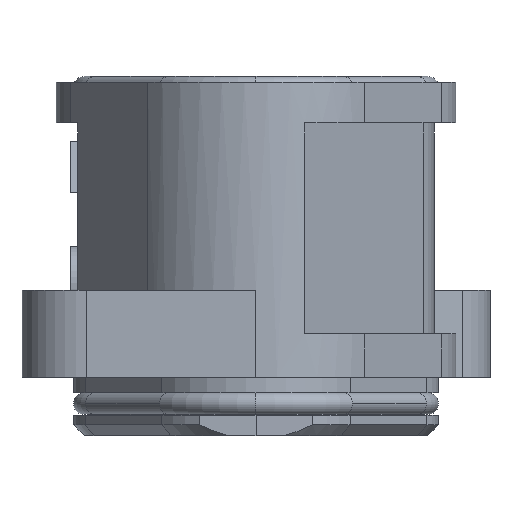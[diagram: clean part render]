
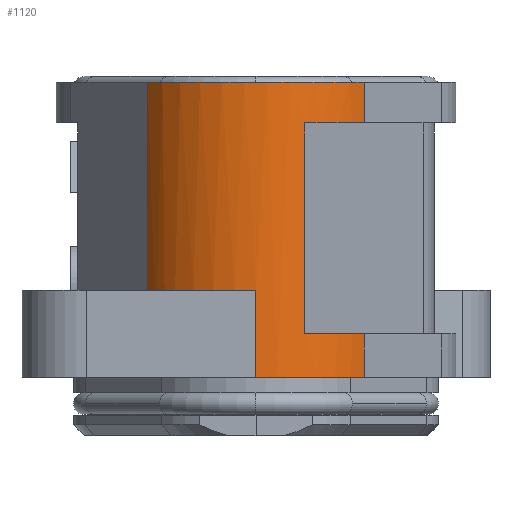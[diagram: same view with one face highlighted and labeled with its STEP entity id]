
A CAD part, left-side view. The second image highlights one B-rep face of the part: STEP entity #1120.
In plain terms, the highlighted cylindrical face has radius 9.1 mm (diameter 18.2 mm), a partial arc.
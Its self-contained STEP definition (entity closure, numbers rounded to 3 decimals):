
#193=B_SPLINE_CURVE_WITH_KNOTS('',3,(#11293,#11294,#11295,#11296),
 .UNSPECIFIED.,.F.,.F.,(4,4),(0.,1.),.UNSPECIFIED.);
#526=CYLINDRICAL_SURFACE('',#7675,9.1);
#741=FACE_OUTER_BOUND('',#1756,.T.);
#1120=ADVANCED_FACE('NONE',(#741),#526,.T.);
#1756=EDGE_LOOP('',(#3306,#3307,#3308,#3309,#3310,#3311,#3312,#3313,#3314,
#3315,#3316,#3317));
#2147=CIRCLE('',#7631,9.1);
#2149=CIRCLE('',#7637,9.1);
#2150=CIRCLE('',#7640,9.1);
#2155=CIRCLE('',#7647,9.1);
#2157=CIRCLE('',#7650,9.1);
#2170=CIRCLE('',#7674,9.1);
#3306=ORIENTED_EDGE('',*,*,#5607,.T.);
#3307=ORIENTED_EDGE('',*,*,#5609,.T.);
#3308=ORIENTED_EDGE('',*,*,#5596,.T.);
#3309=ORIENTED_EDGE('',*,*,#5597,.T.);
#3310=ORIENTED_EDGE('',*,*,#5625,.T.);
#3311=ORIENTED_EDGE('',*,*,#5600,.T.);
#3312=ORIENTED_EDGE('',*,*,#5610,.T.);
#3313=ORIENTED_EDGE('',*,*,#5604,.T.);
#3314=ORIENTED_EDGE('',*,*,#5622,.T.);
#3315=ORIENTED_EDGE('',*,*,#5664,.F.);
#3316=ORIENTED_EDGE('',*,*,#5665,.F.);
#3317=ORIENTED_EDGE('',*,*,#5662,.T.);
#4743=VERTEX_POINT('',#11150);
#4744=VERTEX_POINT('',#11153);
#4745=VERTEX_POINT('',#11157);
#4746=VERTEX_POINT('',#11161);
#4747=VERTEX_POINT('',#11163);
#4750=VERTEX_POINT('',#11170);
#4751=VERTEX_POINT('',#11172);
#4752=VERTEX_POINT('',#11176);
#4753=VERTEX_POINT('',#11178);
#4762=VERTEX_POINT('',#11205);
#4787=VERTEX_POINT('',#11297);
#4788=VERTEX_POINT('',#11304);
#5596=EDGE_CURVE('NONE',#4743,#4744,#2147,.T.);
#5597=EDGE_CURVE('NONE',#4744,#4745,#6443,.T.);
#5600=EDGE_CURVE('NONE',#4747,#4746,#6446,.T.);
#5604=EDGE_CURVE('NONE',#4751,#4750,#6450,.T.);
#5607=EDGE_CURVE('NONE',#4753,#4752,#2149,.T.);
#5609=EDGE_CURVE('NONE',#4752,#4743,#6453,.T.);
#5610=EDGE_CURVE('NONE',#4746,#4751,#2150,.T.);
#5622=EDGE_CURVE('NONE',#4750,#4762,#2155,.T.);
#5625=EDGE_CURVE('NONE',#4745,#4747,#2157,.T.);
#5662=EDGE_CURVE('NONE',#4787,#4753,#193,.T.);
#5664=EDGE_CURVE('NONE',#4788,#4762,#6482,.T.);
#5665=EDGE_CURVE('NONE',#4787,#4788,#2170,.T.);
#6443=LINE('',#11156,#6995);
#6446=LINE('',#11162,#6998);
#6450=LINE('',#11171,#7002);
#6453=LINE('',#11181,#7005);
#6482=LINE('',#11303,#7034);
#6995=VECTOR('',#8877,1.);
#6998=VECTOR('',#8882,1.);
#7002=VECTOR('',#8888,1.);
#7005=VECTOR('',#8899,1.);
#7034=VECTOR('',#8998,1.);
#7631=AXIS2_PLACEMENT_3D('',#11154,#8873,#8874);
#7637=AXIS2_PLACEMENT_3D('',#11177,#8894,#8895);
#7640=AXIS2_PLACEMENT_3D('',#11183,#8902,#8903);
#7647=AXIS2_PLACEMENT_3D('',#11206,#8923,#8924);
#7650=AXIS2_PLACEMENT_3D('',#11210,#8930,#8931);
#7674=AXIS2_PLACEMENT_3D('',#11305,#8999,#9000);
#7675=AXIS2_PLACEMENT_3D('',#11306,#9001,#9002);
#8873=DIRECTION('',(0.,0.,1.));
#8874=DIRECTION('',(1.,0.,0.));
#8877=DIRECTION('',(0.,0.,-1.));
#8882=DIRECTION('',(0.,0.,1.));
#8888=DIRECTION('',(0.,0.,1.));
#8894=DIRECTION('',(0.,0.,1.));
#8895=DIRECTION('',(1.,0.,0.));
#8899=DIRECTION('',(0.,0.,1.));
#8902=DIRECTION('',(0.,0.,-1.));
#8903=DIRECTION('',(1.,0.,0.));
#8923=DIRECTION('',(0.,0.,1.));
#8924=DIRECTION('',(1.,0.,0.));
#8930=DIRECTION('',(0.,0.,1.));
#8931=DIRECTION('',(1.,0.,0.));
#8998=DIRECTION('',(0.,0.,-1.));
#8999=DIRECTION('',(0.,0.,1.));
#9000=DIRECTION('',(1.,0.,0.));
#9001=DIRECTION('',(0.,0.,1.));
#9002=DIRECTION('',(1.,0.,0.));
#11150=CARTESIAN_POINT('',(-20.804,5.56,6.));
#11153=CARTESIAN_POINT('',(-22.7,0.,6.));
#11154=CARTESIAN_POINT('',(-13.6,0.,6.));
#11156=CARTESIAN_POINT('',(-22.7,0.,0.));
#11157=CARTESIAN_POINT('',(-22.7,0.,0.));
#11161=CARTESIAN_POINT('',(-18.82,-7.454,3.));
#11162=CARTESIAN_POINT('',(-18.82,-7.454,0.));
#11163=CARTESIAN_POINT('',(-18.82,-7.454,0.));
#11170=CARTESIAN_POINT('',(-22.059,-3.355,17.5));
#11171=CARTESIAN_POINT('',(-22.059,-3.355,0.));
#11172=CARTESIAN_POINT('',(-22.059,-3.355,3.));
#11176=CARTESIAN_POINT('',(-20.804,5.56,3.));
#11177=CARTESIAN_POINT('',(-13.6,0.,3.));
#11178=CARTESIAN_POINT('',(-18.819,7.454,3.));
#11181=CARTESIAN_POINT('',(-20.804,5.56,0.));
#11183=CARTESIAN_POINT('',(-13.6,0.,3.));
#11205=CARTESIAN_POINT('',(-18.82,-7.454,17.5));
#11206=CARTESIAN_POINT('',(-13.6,0.,17.5));
#11210=CARTESIAN_POINT('',(-13.6,0.,0.));
#11293=CARTESIAN_POINT('',(-18.82,7.454,20.3));
#11294=CARTESIAN_POINT('',(-18.82,7.454,14.533));
#11295=CARTESIAN_POINT('',(-18.82,7.454,8.767));
#11296=CARTESIAN_POINT('',(-18.82,7.454,3.));
#11297=CARTESIAN_POINT('',(-18.819,7.454,20.3));
#11303=CARTESIAN_POINT('',(-18.82,-7.454,0.));
#11304=CARTESIAN_POINT('',(-18.82,-7.454,20.3));
#11305=CARTESIAN_POINT('',(-13.6,0.,20.3));
#11306=CARTESIAN_POINT('',(-13.6,0.,0.));
